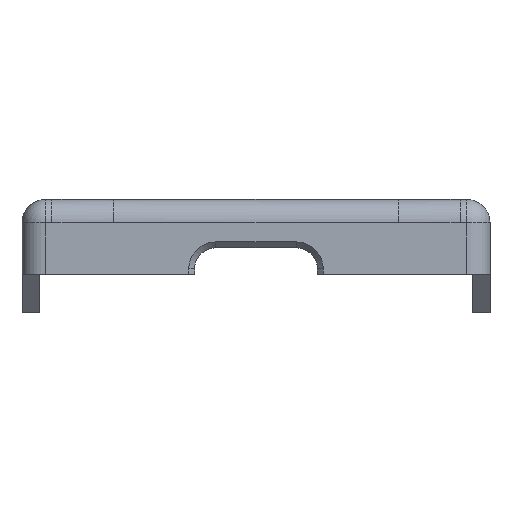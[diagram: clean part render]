
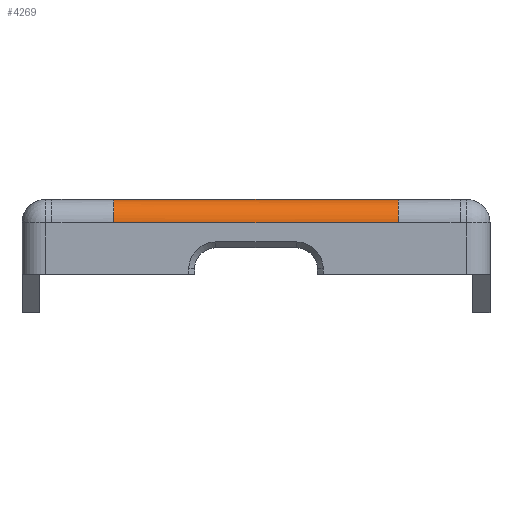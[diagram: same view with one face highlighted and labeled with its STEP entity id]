
A CAD part, front view. The second image highlights one B-rep face of the part: STEP entity #4269.
In plain terms, the highlighted cylindrical face has radius 2 mm (diameter 4 mm), a partial arc.
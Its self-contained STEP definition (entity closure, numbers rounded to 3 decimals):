
#724 = PLANE('',#725);
#725 = AXIS2_PLACEMENT_3D('',#726,#727,#728);
#726 = CARTESIAN_POINT('',(0.,0.,12.));
#727 = DIRECTION('',(0.,0.,1.));
#728 = DIRECTION('',(1.,0.,0.));
#926 = PLANE('',#927);
#927 = AXIS2_PLACEMENT_3D('',#928,#929,#930);
#928 = CARTESIAN_POINT('',(0.,-60.75,-4.25));
#929 = DIRECTION('',(-0.,-1.,-0.));
#930 = DIRECTION('',(0.,0.,-1.));
#2031 = VERTEX_POINT('',#2032);
#2032 = CARTESIAN_POINT('',(-12.15,-58.75,12.));
#2062 = EDGE_CURVE('',#2031,#2063,#2065,.T.);
#2063 = VERTEX_POINT('',#2064);
#2064 = CARTESIAN_POINT('',(12.15,-58.75,12.));
#2065 = SURFACE_CURVE('',#2066,(#2070,#2077),.PCURVE_S1.);
#2066 = LINE('',#2067,#2068);
#2067 = CARTESIAN_POINT('',(-20.,-58.75,12.));
#2068 = VECTOR('',#2069,1.);
#2069 = DIRECTION('',(1.,0.,0.));
#2070 = PCURVE('',#724,#2071);
#2071 = DEFINITIONAL_REPRESENTATION('',(#2072),#2076);
#2072 = LINE('',#2073,#2074);
#2073 = CARTESIAN_POINT('',(-20.,-58.75));
#2074 = VECTOR('',#2075,1.);
#2075 = DIRECTION('',(1.,0.));
#2076 = ( GEOMETRIC_REPRESENTATION_CONTEXT(2) 
PARAMETRIC_REPRESENTATION_CONTEXT() REPRESENTATION_CONTEXT('2D SPACE',''
  ) );
#2077 = PCURVE('',#2078,#2083);
#2078 = CYLINDRICAL_SURFACE('',#2079,2.);
#2079 = AXIS2_PLACEMENT_3D('',#2080,#2081,#2082);
#2080 = CARTESIAN_POINT('',(-20.,-58.75,10.));
#2081 = DIRECTION('',(1.,0.,0.));
#2082 = DIRECTION('',(0.,0.,1.));
#2083 = DEFINITIONAL_REPRESENTATION('',(#2084),#2088);
#2084 = LINE('',#2085,#2086);
#2085 = CARTESIAN_POINT('',(0.,0.));
#2086 = VECTOR('',#2087,1.);
#2087 = DIRECTION('',(0.,1.));
#2088 = ( GEOMETRIC_REPRESENTATION_CONTEXT(2) 
PARAMETRIC_REPRESENTATION_CONTEXT() REPRESENTATION_CONTEXT('2D SPACE',''
  ) );
#2226 = ( BOUNDED_SURFACE() B_SPLINE_SURFACE(2,1,(
    (#2227,#2228)
    ,(#2229,#2230)
    ,(#2231,#2232
)),.UNSPECIFIED.,.F.,.F.,.F.) B_SPLINE_SURFACE_WITH_KNOTS((3,3),(2,2),(
    0.,5.299),(2.55,7.85),
.PIECEWISE_BEZIER_KNOTS.) GEOMETRIC_REPRESENTATION_ITEM() 
RATIONAL_B_SPLINE_SURFACE((
    (1.,1.)
    ,(0.707,0.707)
,(1.,1.))) REPRESENTATION_ITEM('') SURFACE() );
#2227 = CARTESIAN_POINT('',(-17.45,-58.75,12.));
#2228 = CARTESIAN_POINT('',(-12.15,-58.75,12.));
#2229 = CARTESIAN_POINT('',(-17.45,-60.75,12.));
#2230 = CARTESIAN_POINT('',(-12.15,-60.75,12.));
#2231 = CARTESIAN_POINT('',(-17.45,-60.75,10.));
#2232 = CARTESIAN_POINT('',(-12.15,-60.75,10.));
#2443 = VERTEX_POINT('',#2444);
#2444 = CARTESIAN_POINT('',(12.15,-60.75,10.));
#2456 = ( BOUNDED_SURFACE() B_SPLINE_SURFACE(2,1,(
    (#2457,#2458)
    ,(#2459,#2460)
    ,(#2461,#2462
)),.UNSPECIFIED.,.F.,.F.,.F.) B_SPLINE_SURFACE_WITH_KNOTS((3,3),(2,2),(
    0.,5.299),(32.15,37.45),
.PIECEWISE_BEZIER_KNOTS.) GEOMETRIC_REPRESENTATION_ITEM() 
RATIONAL_B_SPLINE_SURFACE((
    (1.,1.)
    ,(0.707,0.707)
,(1.,1.))) REPRESENTATION_ITEM('') SURFACE() );
#2457 = CARTESIAN_POINT('',(12.15,-58.75,12.));
#2458 = CARTESIAN_POINT('',(17.45,-58.75,12.));
#2459 = CARTESIAN_POINT('',(12.15,-60.75,12.));
#2460 = CARTESIAN_POINT('',(17.45,-60.75,12.));
#2461 = CARTESIAN_POINT('',(12.15,-60.75,10.));
#2462 = CARTESIAN_POINT('',(17.45,-60.75,10.));
#2470 = EDGE_CURVE('',#2471,#2443,#2473,.T.);
#2471 = VERTEX_POINT('',#2472);
#2472 = CARTESIAN_POINT('',(-12.15,-60.75,10.));
#2473 = SURFACE_CURVE('',#2474,(#2478,#2485),.PCURVE_S1.);
#2474 = LINE('',#2475,#2476);
#2475 = CARTESIAN_POINT('',(-20.,-60.75,10.));
#2476 = VECTOR('',#2477,1.);
#2477 = DIRECTION('',(1.,0.,0.));
#2478 = PCURVE('',#926,#2479);
#2479 = DEFINITIONAL_REPRESENTATION('',(#2480),#2484);
#2480 = LINE('',#2481,#2482);
#2481 = CARTESIAN_POINT('',(-14.25,-20.));
#2482 = VECTOR('',#2483,1.);
#2483 = DIRECTION('',(0.,1.));
#2484 = ( GEOMETRIC_REPRESENTATION_CONTEXT(2) 
PARAMETRIC_REPRESENTATION_CONTEXT() REPRESENTATION_CONTEXT('2D SPACE',''
  ) );
#2485 = PCURVE('',#2078,#2486);
#2486 = DEFINITIONAL_REPRESENTATION('',(#2487),#2491);
#2487 = LINE('',#2488,#2489);
#2488 = CARTESIAN_POINT('',(1.571,0.));
#2489 = VECTOR('',#2490,1.);
#2490 = DIRECTION('',(0.,1.));
#2491 = ( GEOMETRIC_REPRESENTATION_CONTEXT(2) 
PARAMETRIC_REPRESENTATION_CONTEXT() REPRESENTATION_CONTEXT('2D SPACE',''
  ) );
#4269 = ADVANCED_FACE('',(#4270),#2078,.T.);
#4270 = FACE_BOUND('',#4271,.T.);
#4271 = EDGE_LOOP('',(#4272,#4299,#4300,#4328));
#4272 = ORIENTED_EDGE('',*,*,#4273,.T.);
#4273 = EDGE_CURVE('',#2031,#2471,#4274,.T.);
#4274 = SURFACE_CURVE('',#4275,(#4279,#4293),.PCURVE_S1.);
#4275 = ( BOUNDED_CURVE() B_SPLINE_CURVE(2,(#4276,#4277,#4278),
.UNSPECIFIED.,.F.,.F.) B_SPLINE_CURVE_WITH_KNOTS((3,3),(0.,
5.299),.PIECEWISE_BEZIER_KNOTS.) CURVE() 
GEOMETRIC_REPRESENTATION_ITEM() RATIONAL_B_SPLINE_CURVE((1.,
0.707,1.)) REPRESENTATION_ITEM('') );
#4276 = CARTESIAN_POINT('',(-12.15,-58.75,12.));
#4277 = CARTESIAN_POINT('',(-12.15,-60.75,12.));
#4278 = CARTESIAN_POINT('',(-12.15,-60.75,10.));
#4279 = PCURVE('',#2078,#4280);
#4280 = DEFINITIONAL_REPRESENTATION('',(#4281),#4292);
#4281 = B_SPLINE_CURVE_WITH_KNOTS('',9,(#4282,#4283,#4284,#4285,#4286,
    #4287,#4288,#4289,#4290,#4291),.UNSPECIFIED.,.F.,.F.,(10,10),(0.,
    5.299),.PIECEWISE_BEZIER_KNOTS.);
#4282 = CARTESIAN_POINT('',(0.,7.85));
#4283 = CARTESIAN_POINT('',(0.157,7.85));
#4284 = CARTESIAN_POINT('',(0.326,7.85));
#4285 = CARTESIAN_POINT('',(0.505,7.85));
#4286 = CARTESIAN_POINT('',(0.691,7.85));
#4287 = CARTESIAN_POINT('',(0.88,7.85));
#4288 = CARTESIAN_POINT('',(1.066,7.85));
#4289 = CARTESIAN_POINT('',(1.245,7.85));
#4290 = CARTESIAN_POINT('',(1.414,7.85));
#4291 = CARTESIAN_POINT('',(1.571,7.85));
#4292 = ( GEOMETRIC_REPRESENTATION_CONTEXT(2) 
PARAMETRIC_REPRESENTATION_CONTEXT() REPRESENTATION_CONTEXT('2D SPACE',''
  ) );
#4293 = PCURVE('',#2226,#4294);
#4294 = DEFINITIONAL_REPRESENTATION('',(#4295),#4298);
#4295 = B_SPLINE_CURVE_WITH_KNOTS('',1,(#4296,#4297),.UNSPECIFIED.,.F.,
  .F.,(2,2),(0.,5.299),.PIECEWISE_BEZIER_KNOTS.);
#4296 = CARTESIAN_POINT('',(0.,7.85));
#4297 = CARTESIAN_POINT('',(5.299,7.85));
#4298 = ( GEOMETRIC_REPRESENTATION_CONTEXT(2) 
PARAMETRIC_REPRESENTATION_CONTEXT() REPRESENTATION_CONTEXT('2D SPACE',''
  ) );
#4299 = ORIENTED_EDGE('',*,*,#2470,.T.);
#4300 = ORIENTED_EDGE('',*,*,#4301,.F.);
#4301 = EDGE_CURVE('',#2063,#2443,#4302,.T.);
#4302 = SURFACE_CURVE('',#4303,(#4308,#4314),.PCURVE_S1.);
#4303 = CIRCLE('',#4304,2.);
#4304 = AXIS2_PLACEMENT_3D('',#4305,#4306,#4307);
#4305 = CARTESIAN_POINT('',(12.15,-58.75,10.));
#4306 = DIRECTION('',(1.,0.,-0.));
#4307 = DIRECTION('',(0.,0.,1.));
#4308 = PCURVE('',#2078,#4309);
#4309 = DEFINITIONAL_REPRESENTATION('',(#4310),#4313);
#4310 = B_SPLINE_CURVE_WITH_KNOTS('',1,(#4311,#4312),.UNSPECIFIED.,.F.,
  .F.,(2,2),(0.,1.571),.PIECEWISE_BEZIER_KNOTS.);
#4311 = CARTESIAN_POINT('',(0.,32.15));
#4312 = CARTESIAN_POINT('',(1.571,32.15));
#4313 = ( GEOMETRIC_REPRESENTATION_CONTEXT(2) 
PARAMETRIC_REPRESENTATION_CONTEXT() REPRESENTATION_CONTEXT('2D SPACE',''
  ) );
#4314 = PCURVE('',#2456,#4315);
#4315 = DEFINITIONAL_REPRESENTATION('',(#4316),#4327);
#4316 = B_SPLINE_CURVE_WITH_KNOTS('',9,(#4317,#4318,#4319,#4320,#4321,
    #4322,#4323,#4324,#4325,#4326),.UNSPECIFIED.,.F.,.F.,(10,10),(0.,
    1.571),.PIECEWISE_BEZIER_KNOTS.);
#4317 = CARTESIAN_POINT('',(0.,32.15));
#4318 = CARTESIAN_POINT('',(0.654,32.15));
#4319 = CARTESIAN_POINT('',(1.255,32.15));
#4320 = CARTESIAN_POINT('',(1.824,32.15));
#4321 = CARTESIAN_POINT('',(2.376,32.15));
#4322 = CARTESIAN_POINT('',(2.923,32.15));
#4323 = CARTESIAN_POINT('',(3.475,32.15));
#4324 = CARTESIAN_POINT('',(4.044,32.15));
#4325 = CARTESIAN_POINT('',(4.645,32.15));
#4326 = CARTESIAN_POINT('',(5.299,32.15));
#4327 = ( GEOMETRIC_REPRESENTATION_CONTEXT(2) 
PARAMETRIC_REPRESENTATION_CONTEXT() REPRESENTATION_CONTEXT('2D SPACE',''
  ) );
#4328 = ORIENTED_EDGE('',*,*,#2062,.F.);
